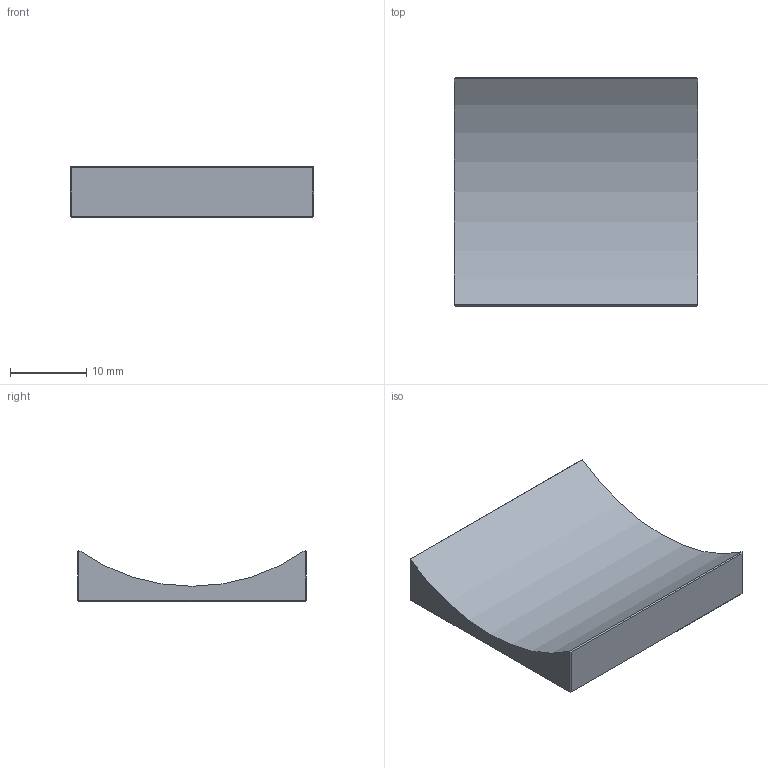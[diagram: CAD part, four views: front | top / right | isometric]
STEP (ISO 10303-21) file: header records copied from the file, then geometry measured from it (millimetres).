
FILE_DESCRIPTION (( 'STEP AP214' ), '1' );
FILE_NAME ('4034-E0W.STEP', '2010-04-22T18:28:57', ( '' ), ( '' ), 'SwSTEP 2.0', 'SolidWorks 2009', '' );
FILE_SCHEMA (( 'AUTOMOTIVE_DESIGN' ));
Length unit declared in the file: millimetre
Products named in the file (1): 4034-E0W
Bounding box: 32 x 30 x 6.7 mm (x, y, z)
Surface area: 2605.2 mm2 (no closed solid volume)
Topology: 0 solids, 1 shells, 16 faces, 38 edges, 24 vertices
Faces by surface type: plane 15, cylinder 1
Entity records: 651 total; most frequent: CARTESIAN_POINT 79, ORIENTED_EDGE 76, DIRECTION 74, EDGE_CURVE 38, VECTOR 36, LINE 36, VERTEX_POINT 24, AXIS2_PLACEMENT_3D 19
